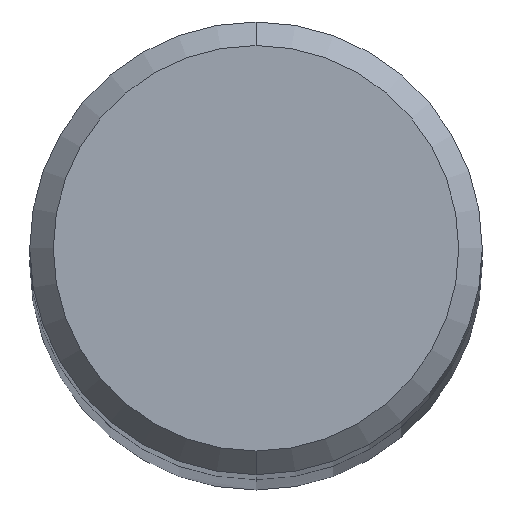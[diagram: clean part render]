
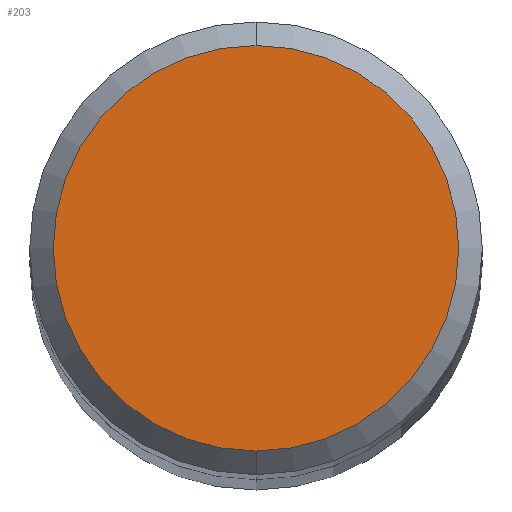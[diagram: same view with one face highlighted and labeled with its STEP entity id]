
A CAD part, top view. The second image highlights one B-rep face of the part: STEP entity #203.
In plain terms, the highlighted planar face has unit normal (0, 0, 1).
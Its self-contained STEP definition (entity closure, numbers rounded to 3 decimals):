
#193=VERTEX_POINT('',#457);
#203=ADVANCED_FACE('',(#467),#468,.T.);
#215=EDGE_CURVE('',#193,#285,#481,.T.);
#285=VERTEX_POINT('',#558);
#309=EDGE_CURVE('',#285,#193,#583,.T.);
#457=CARTESIAN_POINT('',(0.,-4.3,58.0));
#467=FACE_OUTER_BOUND('',#784,.T.);
#468=PLANE('',#785);
#481=CIRCLE('',#801,4.3);
#558=CARTESIAN_POINT('',(0.0,4.3,58.0));
#583=CIRCLE('',#1092,4.3);
#784=EDGE_LOOP('',(#1334,#1335));
#785=AXIS2_PLACEMENT_3D('',#1336,#1337,#1338);
#801=AXIS2_PLACEMENT_3D('',#1353,#1354,#1355);
#1092=AXIS2_PLACEMENT_3D('',#1458,#1459,#1460);
#1334=ORIENTED_EDGE('',*,*,#309,.F.);
#1335=ORIENTED_EDGE('',*,*,#215,.F.);
#1336=CARTESIAN_POINT('',(0.0,2.15,58.0));
#1337=DIRECTION('',(0.0,0.0,1.0));
#1338=DIRECTION('',(0.0,-1.0,0.0));
#1353=CARTESIAN_POINT('',(0.0,0.0,58.0));
#1354=DIRECTION('',(0.0,0.0,-1.0));
#1355=DIRECTION('',(0.0,1.0,0.0));
#1458=CARTESIAN_POINT('',(0.0,0.0,58.0));
#1459=DIRECTION('',(0.0,0.0,-1.0));
#1460=DIRECTION('',(0.0,1.0,0.0));
